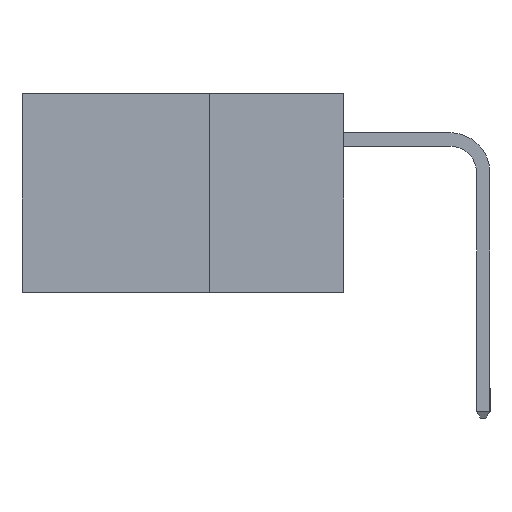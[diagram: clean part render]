
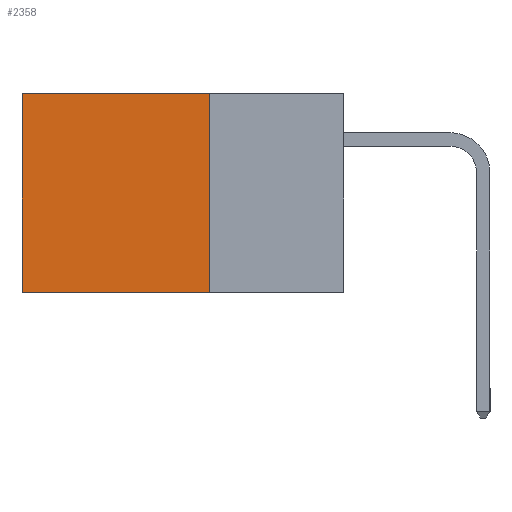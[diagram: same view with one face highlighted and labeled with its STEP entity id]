
A CAD part, left-side view. The second image highlights one B-rep face of the part: STEP entity #2358.
In plain terms, the highlighted planar face has unit normal (-1, 0, 0).
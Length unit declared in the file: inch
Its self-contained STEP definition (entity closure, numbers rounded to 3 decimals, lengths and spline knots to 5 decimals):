
#340 = CARTESIAN_POINT ( 'NONE',  ( 0.298, 0.25, -0.37 ) ) ;
#593 = VERTEX_POINT ( 'NONE', #2631 ) ;
#811 = PLANE ( 'NONE',  #9976 ) ;
#1288 = DIRECTION ( 'NONE',  ( 0., 1., 0. ) ) ;
#1388 = VERTEX_POINT ( 'NONE', #10393 ) ;
#1700 = VECTOR ( 'NONE', #1288, 39.37008 ) ;
#1703 = EDGE_CURVE ( 'NONE', #2571, #1388, #4725, .T. ) ;
#2310 = VERTEX_POINT ( 'NONE', #10276 ) ;
#2358 = ADVANCED_FACE ( 'NONE', ( #6551 ), #811, .F. ) ;
#2571 = VERTEX_POINT ( 'NONE', #340 ) ;
#2631 = CARTESIAN_POINT ( 'NONE',  ( 0.298, 0.6, 0. ) ) ;
#3010 = DIRECTION ( 'NONE',  ( 0., 0., -1. ) ) ;
#3250 = CARTESIAN_POINT ( 'NONE',  ( 0.298, 0.25, 0. ) ) ;
#3968 = ORIENTED_EDGE ( 'NONE', *, *, #5455, .F. ) ;
#4113 = DIRECTION ( 'NONE',  ( 0., 0., -1. ) ) ;
#4306 = LINE ( 'NONE', #3250, #1700 ) ;
#4462 = LINE ( 'NONE', #6074, #5853 ) ;
#4725 = LINE ( 'NONE', #7159, #12352 ) ;
#4748 = CARTESIAN_POINT ( 'NONE',  ( 0.298, 0.6, 0. ) ) ;
#5149 = ORIENTED_EDGE ( 'NONE', *, *, #10641, .T. ) ;
#5455 = EDGE_CURVE ( 'NONE', #2310, #2571, #4462, .T. ) ;
#5704 = DIRECTION ( 'NONE',  ( 1., 0., 0. ) ) ;
#5853 = VECTOR ( 'NONE', #4113, 39.37008 ) ;
#6074 = CARTESIAN_POINT ( 'NONE',  ( 0.298, 0.25, 0. ) ) ;
#6268 = VECTOR ( 'NONE', #6715, 39.37008 ) ;
#6551 = FACE_OUTER_BOUND ( 'NONE', #9476, .T. ) ;
#6715 = DIRECTION ( 'NONE',  ( 0., 0., -1. ) ) ;
#7159 = CARTESIAN_POINT ( 'NONE',  ( 0.298, 0.25, -0.37 ) ) ;
#7422 = DIRECTION ( 'NONE',  ( 0., 1., 0. ) ) ;
#8900 = LINE ( 'NONE', #4748, #6268 ) ;
#9061 = ORIENTED_EDGE ( 'NONE', *, *, #1703, .F. ) ;
#9476 = EDGE_LOOP ( 'NONE', ( #11361, #9061, #3968, #5149 ) ) ;
#9938 = CARTESIAN_POINT ( 'NONE',  ( 0.298, 0.25, 0. ) ) ;
#9976 = AXIS2_PLACEMENT_3D ( 'NONE', #9938, #5704, #3010 ) ;
#10276 = CARTESIAN_POINT ( 'NONE',  ( 0.298, 0.25, 0. ) ) ;
#10393 = CARTESIAN_POINT ( 'NONE',  ( 0.298, 0.6, -0.37 ) ) ;
#10641 = EDGE_CURVE ( 'NONE', #2310, #593, #4306, .T. ) ;
#11361 = ORIENTED_EDGE ( 'NONE', *, *, #12341, .T. ) ;
#12341 = EDGE_CURVE ( 'NONE', #593, #1388, #8900, .T. ) ;
#12352 = VECTOR ( 'NONE', #7422, 39.37008 ) ;
